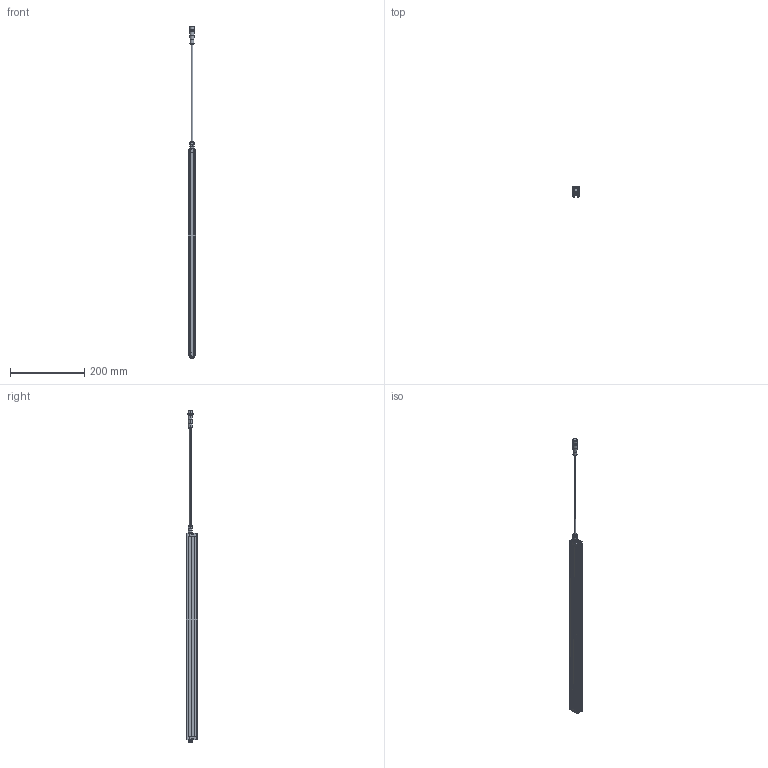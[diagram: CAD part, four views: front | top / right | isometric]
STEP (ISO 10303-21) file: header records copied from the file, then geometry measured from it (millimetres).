
FILE_DESCRIPTION((''),'2;1');
FILE_NAME('ZUSAMMENBAU_ASM','2011-12-07T',('dhelisch'),(''),'PRO/ENGINEER BY PARAMETRIC TECHNOLOGY CORPORATION, 2007250','PRO/ENGINEER BY PARAMETRIC TECHNOLOGY CORPORATION, 2007250','');
FILE_SCHEMA(('CONFIG_CONTROL_DESIGN'));
Length unit declared in the file: millimetre
Products named in the file (26): MSBR-19_1; MSBR-18_1; MSBR-17_1; MSBR-16_1; MSBR-15_1; MSBR-14_1; MSBR-13_1; MSBR-12_1; MSBR-11_1; MSBR-10_1; MSBR-9_1; MSBR-8_1; MSBR-7_1; MSBR-6_1; MSBR-5_1; MSBR-4_1; MSBR-3_1; MSBR-2_1; MSBR-1_1; _CAD1338_1; _CAD1338_ASM_1; CAD1338_ASM_1_ASM; DB006216_M6-SCHRAUBE_UNTEN_LGS_; ASM0001_ASM_1_ASM; _ZUSAMMENBAU; ZUSAMMENBAU_ASM
Assembly tree (25 placements, depth 4):
  ZUSAMMENBAU_ASM
    ASM0001_ASM_1_ASM
      CAD1338_ASM_1_ASM
        MSBR-19_1
        MSBR-18_1
        MSBR-17_1
        MSBR-16_1
        MSBR-15_1
        MSBR-14_1
        MSBR-13_1
        MSBR-12_1
        MSBR-11_1
        MSBR-10_1
        MSBR-9_1
        MSBR-8_1
        MSBR-7_1
        MSBR-6_1
        MSBR-5_1
        MSBR-4_1
        MSBR-3_1
        MSBR-2_1
        MSBR-1_1
        _CAD1338_1
        _CAD1338_ASM_1
      DB006216_M6-SCHRAUBE_UNTEN_LGS_
    _ZUSAMMENBAU
Bounding box: 20 x 30.5 x 897.2 mm (x, y, z)
Volume: 278719.1 mm3; surface area: 127035.5 mm2
Topology: 20 solids, 39 shells, 1417 faces, 3793 edges, 2440 vertices
Faces by surface type: plane 636, cylinder 528, cone 130, sphere 58, bspline 41, torus 24
Entity records: 58116 total; most frequent: CARTESIAN_POINT 12530, ORIENTED_EDGE 7414, DIRECTION 7295, EDGE_CURVE 3729, AXIS2_PLACEMENT_3D 2632, VERTEX_POINT 2402, VECTOR 2031, LINE 2031
